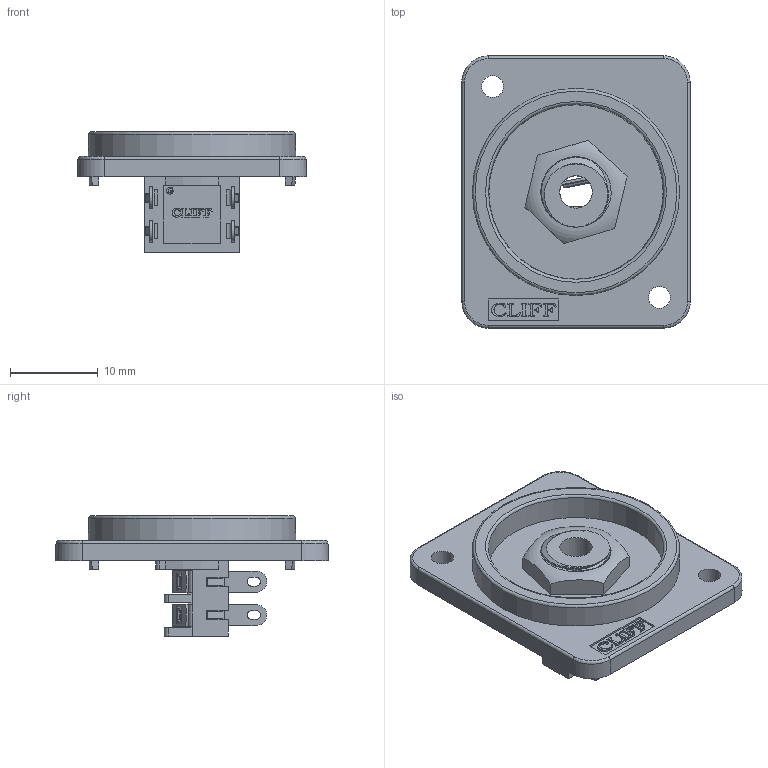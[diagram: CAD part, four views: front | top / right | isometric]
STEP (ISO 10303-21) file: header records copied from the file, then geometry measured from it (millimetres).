
FILE_DESCRIPTION(/* description */ (''),/* implementation_level */ '2;1');
FILE_NAME(/* name */ 'CP303075X.stp',/* time_stamp */ '2026-04-07T14:06:04+01:00',/* author */ ('TimOttley'),/* organization */ (''),/* preprocessor_version */ 'ST-DEVELOPER v20.1',/* originating_system */ 'Autodesk Inventor 2026',/* authorisation */ '');
FILE_SCHEMA (('AUTOMOTIVE_DESIGN { 1 0 10303 214 3 1 1 }'));
Length unit declared in the file: millimetre
Products named in the file (1): CP303075X
Bounding box: 26 x 31 x 13.7 mm (x, y, z)
Volume: 2609.7 mm3; surface area: 3487.6 mm2
Topology: 1 solids, 1 shells, 661 faces, 1836 edges, 1188 vertices
Faces by surface type: plane 423, bspline 116, cylinder 93, sphere 16, cone 10, torus 3
Full cylindrical faces by diameter (mm): 2.5 x2, 3.7 x1, 8 x1, 8.1 x1
Entity records: 26952 total; most frequent: CARTESIAN_POINT 9909, ORIENTED_EDGE 3672, DIRECTION 2913, EDGE_CURVE 1836, LINE 1323, VECTOR 1323, VERTEX_POINT 1188, AXIS2_PLACEMENT_3D 795
